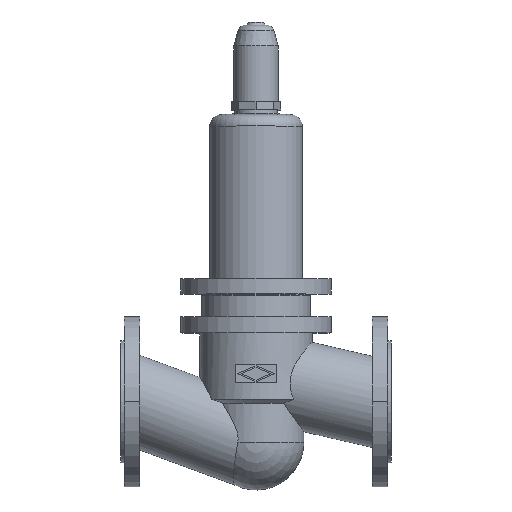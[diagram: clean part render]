
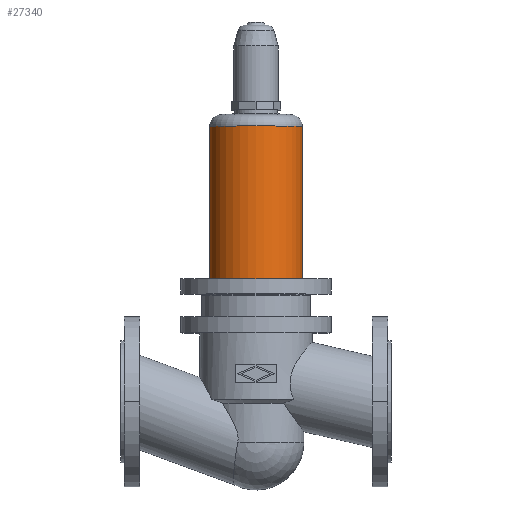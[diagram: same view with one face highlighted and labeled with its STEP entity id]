
A CAD part, top view. The second image highlights one B-rep face of the part: STEP entity #27340.
In plain terms, the highlighted cylindrical face has radius 60 mm (diameter 120 mm), a partial arc.
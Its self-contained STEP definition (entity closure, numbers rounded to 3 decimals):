
#26520=CARTESIAN_POINT('',(96.25,159.62,0.));
#26530=DIRECTION('',(0.,1.,0.));
#26540=DIRECTION('',(-1.,0.,0.));
#26550=AXIS2_PLACEMENT_3D('',#26520,#26530,#26540);
#26560=PLANE('',#26550);
#26710=CARTESIAN_POINT('',(175.,159.62,0.));
#26720=DIRECTION('',(0.,1.,0.));
#26730=DIRECTION('',(-1.,0.,0.));
#26740=AXIS2_PLACEMENT_3D('',#26710,#26720,#26730);
#26750=CIRCLE('',#26740,60.);
#26760=CARTESIAN_POINT('',(115.,159.62,0.));
#26770=VERTEX_POINT('',#26760);
#26780=CARTESIAN_POINT('',(235.,159.62,0.));
#26790=VERTEX_POINT('',#26780);
#26800=CARTESIAN_POINT('',(175.,258.37,0.));
#26810=DIRECTION('',(0.,-1.,0.));
#26820=DIRECTION('',(-1.,0.,0.));
#26830=AXIS2_PLACEMENT_3D('',#26800,#26810,#26820);
#26840=CYLINDRICAL_SURFACE('',#26830,60.);
#26850=SURFACE_CURVE('',#26750,(#26560,#26840),.CURVE_3D.);
#26860=EDGE_CURVE('',#26770,#26790,#26850,.T.);
#27000=CARTESIAN_POINT('',(235.,258.37,0.));
#27010=DIRECTION('',(0.,-1.,0.));
#27020=VECTOR('',#27010,1.);
#27030=LINE('',#27000,#27020);
#27040=CARTESIAN_POINT('',(235.,357.12,0.));
#27050=VERTEX_POINT('',#27040);
#27060=SURFACE_CURVE('',#27030,(#26840,#26840),.CURVE_3D.);
#27070=EDGE_CURVE('',#27050,#26790,#27060,.T.);
#27080=ORIENTED_EDGE('',*,*,#27070,.F.);
#27090=ORIENTED_EDGE('',*,*,#26860,.T.);
#27100=CARTESIAN_POINT('',(115.,258.37,0.));
#27110=DIRECTION('',(0.,-1.,0.));
#27120=VECTOR('',#27110,1.);
#27130=LINE('',#27100,#27120);
#27140=CARTESIAN_POINT('',(115.,357.12,0.));
#27150=VERTEX_POINT('',#27140);
#27160=SURFACE_CURVE('',#27130,(#26840,#26840),.CURVE_3D.);
#27170=EDGE_CURVE('',#27150,#26770,#27160,.T.);
#27180=ORIENTED_EDGE('',*,*,#27170,.T.);
#27190=CARTESIAN_POINT('',(175.,357.12,0.));
#27200=DIRECTION('',(0.,1.,0.));
#27210=DIRECTION('',(1.,0.,0.));
#27220=AXIS2_PLACEMENT_3D('',#27190,#27200,#27210);
#27230=CIRCLE('',#27220,60.);
#27240=CARTESIAN_POINT('',(175.,357.12,0.));
#27250=DIRECTION('',(0.,1.,0.));
#27260=DIRECTION('',(1.,0.,0.));
#27270=AXIS2_PLACEMENT_3D('',#27240,#27250,#27260);
#27280=TOROIDAL_SURFACE('',#27270,45.,15.);
#27290=SURFACE_CURVE('',#27230,(#26840,#27280),.CURVE_3D.);
#27300=EDGE_CURVE('',#27150,#27050,#27290,.T.);
#27310=ORIENTED_EDGE('',*,*,#27300,.F.);
#27320=EDGE_LOOP('',(#27310,#27180,#27090,#27080));
#27330=FACE_OUTER_BOUND('',#27320,.T.);
#27340=ADVANCED_FACE('',(#27330),#26840,.T.);
